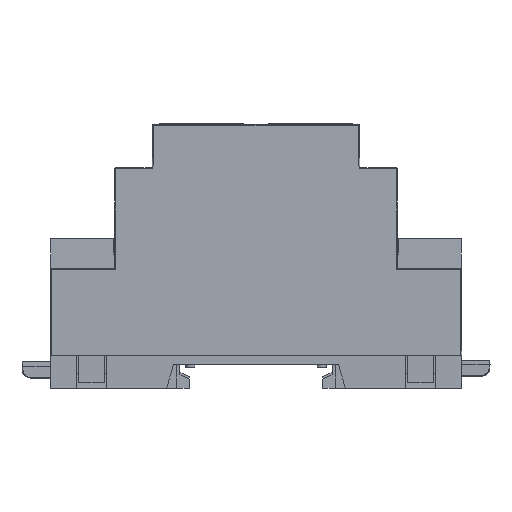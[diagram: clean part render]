
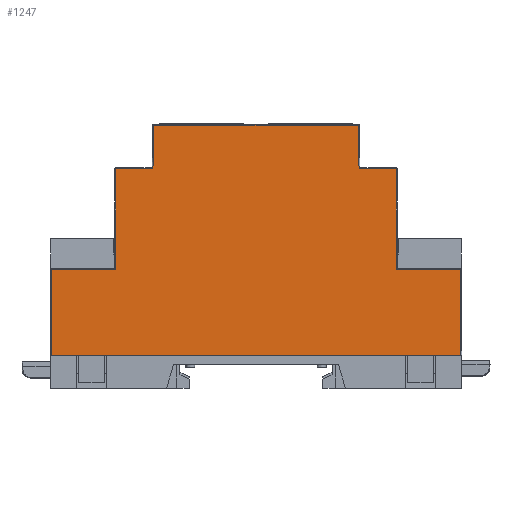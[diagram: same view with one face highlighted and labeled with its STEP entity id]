
A CAD part, front view. The second image highlights one B-rep face of the part: STEP entity #1247.
In plain terms, the highlighted planar face has unit normal (0, -1, 0.002).
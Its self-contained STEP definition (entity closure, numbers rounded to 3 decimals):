
#1247 = ADVANCED_FACE( '', ( #3339 ), #3340, .T. );
#1315 = EDGE_CURVE( '', #3454, #3455, #3456, .T. );
#1471 = EDGE_CURVE( '', #3705, #3706, #3707, .T. );
#1511 = EDGE_CURVE( '', #3454, #3165, #3766, .T. );
#1631 = EDGE_CURVE( '', #3042, #3150, #3944, .T. );
#1641 = EDGE_CURVE( '', #3196, #3921, #3957, .T. );
#1703 = EDGE_CURVE( '', #3661, #3196, #4045, .T. );
#1755 = EDGE_CURVE( '', #3050, #3927, #4114, .T. );
#1819 = EDGE_CURVE( '', #3921, #3050, #4203, .T. );
#2001 = EDGE_CURVE( '', #3547, #4456, #4457, .T. );
#2011 = EDGE_CURVE( '', #3547, #3150, #4468, .T. );
#2063 = EDGE_CURVE( '', #4297, #3058, #4531, .T. );
#2323 = EDGE_CURVE( '', #3661, #3058, #4845, .T. );
#2647 = EDGE_CURVE( '', #3455, #4456, #5223, .T. );
#2773 = EDGE_CURVE( '', #4297, #3165, #5368, .T. );
#2779 = EDGE_CURVE( '', #3706, #3042, #5374, .T. );
#2863 = EDGE_CURVE( '', #3927, #3705, #5466, .T. );
#3042 = VERTEX_POINT( '', #5681 );
#3050 = VERTEX_POINT( '', #5693 );
#3058 = VERTEX_POINT( '', #5704 );
#3150 = VERTEX_POINT( '', #5834 );
#3165 = VERTEX_POINT( '', #5856 );
#3196 = VERTEX_POINT( '', #5900 );
#3339 = FACE_OUTER_BOUND( '', #6099, .T. );
#3340 = PLANE( '', #6100 );
#3454 = VERTEX_POINT( '', #6264 );
#3455 = VERTEX_POINT( '', #6265 );
#3456 = LINE( '', #6266, #6267 );
#3547 = VERTEX_POINT( '', #6392 );
#3661 = VERTEX_POINT( '', #6556 );
#3705 = VERTEX_POINT( '', #6614 );
#3706 = VERTEX_POINT( '', #6615 );
#3707 = LINE( '', #6616, #6617 );
#3766 = LINE( '', #6705, #6706 );
#3921 = VERTEX_POINT( '', #6932 );
#3927 = VERTEX_POINT( '', #6939 );
#3944 = LINE( '', #6960, #6961 );
#3957 = LINE( '', #6979, #6980 );
#4045 = LINE( '', #7106, #7107 );
#4114 = LINE( '', #7213, #7214 );
#4203 = LINE( '', #7342, #7343 );
#4297 = VERTEX_POINT( '', #7474 );
#4456 = VERTEX_POINT( '', #7710 );
#4457 = LINE( '', #7711, #7712 );
#4468 = LINE( '', #7730, #7731 );
#4531 = LINE( '', #7833, #7834 );
#4845 = LINE( '', #8328, #8329 );
#5223 = LINE( '', #8932, #8933 );
#5368 = LINE( '', #9163, #9164 );
#5374 = LINE( '', #9174, #9175 );
#5466 = LINE( '', #9328, #9329 );
#5681 = CARTESIAN_POINT( '', ( 39.095, -18.312, -41.507 ) );
#5693 = CARTESIAN_POINT( '', ( -45.125, -18.312, -41.507 ) );
#5704 = CARTESIAN_POINT( '', ( -22.694, -18.24, -0.402 ) );
#5834 = CARTESIAN_POINT( '', ( 45.125, -18.312, -41.507 ) );
#5856 = CARTESIAN_POINT( '', ( 22.561, -18.224, 9.146 ) );
#5900 = CARTESIAN_POINT( '', ( -30.921, -18.279, -22.512 ) );
#6099 = EDGE_LOOP( '', ( #10374, #10375, #10376, #10377, #10378, #10379, #10380, #10381, #10382, #10383, #10384, #10385, #10386, #10387, #10388, #10389 ) );
#6100 = AXIS2_PLACEMENT_3D( '', #10390, #10391, #10392 );
#6264 = CARTESIAN_POINT( '', ( 22.694, -18.24, -0.402 ) );
#6265 = CARTESIAN_POINT( '', ( 30.882, -18.24, -0.402 ) );
#6266 = CARTESIAN_POINT( '', ( 22.694, -18.24, -0.402 ) );
#6267 = VECTOR( '', #10489, 1000. );
#6392 = CARTESIAN_POINT( '', ( 45.091, -18.279, -22.512 ) );
#6556 = CARTESIAN_POINT( '', ( -30.882, -18.24, -0.402 ) );
#6614 = CARTESIAN_POINT( '', ( -33.366, -18.312, -41.507 ) );
#6615 = CARTESIAN_POINT( '', ( 33.366, -18.312, -41.507 ) );
#6616 = CARTESIAN_POINT( '', ( 45.326, -18.312, -41.507 ) );
#6617 = VECTOR( '', #10782, 1000. );
#6705 = CARTESIAN_POINT( '', ( 22.694, -18.24, -0.402 ) );
#6706 = VECTOR( '', #10835, 1000. );
#6932 = CARTESIAN_POINT( '', ( -45.091, -18.279, -22.512 ) );
#6939 = CARTESIAN_POINT( '', ( -39.095, -18.312, -41.507 ) );
#6960 = CARTESIAN_POINT( '', ( 45.326, -18.312, -41.507 ) );
#6961 = VECTOR( '', #11060, 1000. );
#6979 = CARTESIAN_POINT( '', ( -30.921, -18.279, -22.512 ) );
#6980 = VECTOR( '', #11083, 1000. );
#7106 = CARTESIAN_POINT( '', ( -30.882, -18.24, -0.402 ) );
#7107 = VECTOR( '', #11204, 1000. );
#7213 = CARTESIAN_POINT( '', ( 45.326, -18.312, -41.507 ) );
#7214 = VECTOR( '', #11276, 1000. );
#7342 = CARTESIAN_POINT( '', ( -45.091, -18.279, -22.512 ) );
#7343 = VECTOR( '', #11389, 1000. );
#7474 = CARTESIAN_POINT( '', ( -22.561, -18.224, 9.146 ) );
#7710 = CARTESIAN_POINT( '', ( 30.921, -18.279, -22.512 ) );
#7711 = CARTESIAN_POINT( '', ( 45.091, -18.279, -22.512 ) );
#7712 = VECTOR( '', #11730, 1000. );
#7730 = CARTESIAN_POINT( '', ( 45.091, -18.279, -22.512 ) );
#7731 = VECTOR( '', #11742, 1000. );
#7833 = CARTESIAN_POINT( '', ( -22.561, -18.224, 9.146 ) );
#7834 = VECTOR( '', #11811, 1000. );
#8328 = CARTESIAN_POINT( '', ( -30.882, -18.24, -0.402 ) );
#8329 = VECTOR( '', #12247, 1000. );
#8932 = CARTESIAN_POINT( '', ( 30.882, -18.24, -0.402 ) );
#8933 = VECTOR( '', #12802, 1000. );
#9163 = CARTESIAN_POINT( '', ( -22.561, -18.224, 9.146 ) );
#9164 = VECTOR( '', #13038, 1000. );
#9174 = CARTESIAN_POINT( '', ( 33.366, -18.312, -41.507 ) );
#9175 = VECTOR( '', #13043, 1000. );
#9328 = CARTESIAN_POINT( '', ( -39.095, -18.312, -41.507 ) );
#9329 = VECTOR( '', #13173, 1000. );
#10374 = ORIENTED_EDGE( '', *, *, #1755, .T. );
#10375 = ORIENTED_EDGE( '', *, *, #2863, .T. );
#10376 = ORIENTED_EDGE( '', *, *, #1471, .T. );
#10377 = ORIENTED_EDGE( '', *, *, #2779, .T. );
#10378 = ORIENTED_EDGE( '', *, *, #1631, .T. );
#10379 = ORIENTED_EDGE( '', *, *, #2011, .F. );
#10380 = ORIENTED_EDGE( '', *, *, #2001, .T. );
#10381 = ORIENTED_EDGE( '', *, *, #2647, .F. );
#10382 = ORIENTED_EDGE( '', *, *, #1315, .F. );
#10383 = ORIENTED_EDGE( '', *, *, #1511, .T. );
#10384 = ORIENTED_EDGE( '', *, *, #2773, .F. );
#10385 = ORIENTED_EDGE( '', *, *, #2063, .T. );
#10386 = ORIENTED_EDGE( '', *, *, #2323, .F. );
#10387 = ORIENTED_EDGE( '', *, *, #1703, .T. );
#10388 = ORIENTED_EDGE( '', *, *, #1641, .T. );
#10389 = ORIENTED_EDGE( '', *, *, #1819, .T. );
#10390 = CARTESIAN_POINT( '', ( 45.326, -18.312, -41.507 ) );
#10391 = DIRECTION( '', ( 0., -1., 0.002 ) );
#10392 = DIRECTION( '', ( -1., 0., 0. ) );
#10489 = DIRECTION( '', ( 1., 0., 0. ) );
#10782 = DIRECTION( '', ( 1., 0., 0. ) );
#10835 = DIRECTION( '', ( -0.014, 0.002, 1. ) );
#11060 = DIRECTION( '', ( 1., 0., 0. ) );
#11083 = DIRECTION( '', ( -1., 0., 0. ) );
#11204 = DIRECTION( '', ( -0.002, -0.002, -1. ) );
#11276 = DIRECTION( '', ( 1., 0., 0. ) );
#11389 = DIRECTION( '', ( -0.002, -0.002, -1. ) );
#11730 = DIRECTION( '', ( -1., 0., 0. ) );
#11742 = DIRECTION( '', ( 0.002, -0.002, -1. ) );
#11811 = DIRECTION( '', ( -0.014, -0.002, -1. ) );
#12247 = DIRECTION( '', ( 1., 0., 0. ) );
#12802 = DIRECTION( '', ( 0.002, -0.002, -1. ) );
#13038 = DIRECTION( '', ( 1., 0., 0. ) );
#13043 = DIRECTION( '', ( 1., 0., 0. ) );
#13173 = DIRECTION( '', ( 1., 0., 0. ) );
